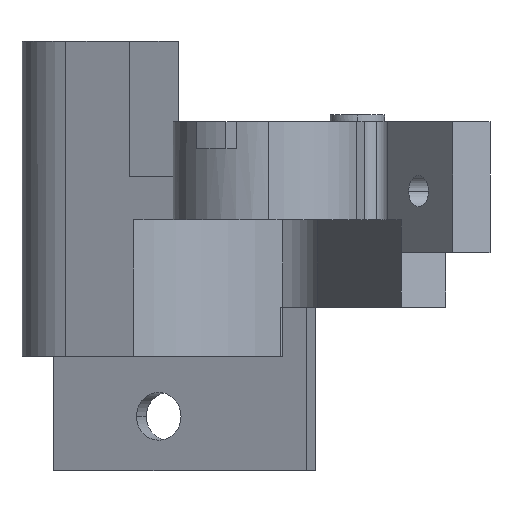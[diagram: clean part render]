
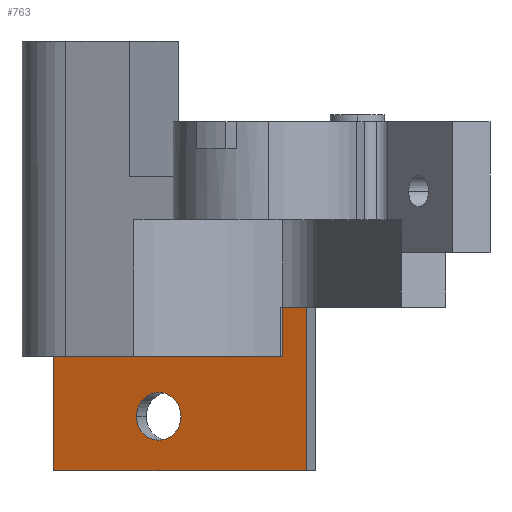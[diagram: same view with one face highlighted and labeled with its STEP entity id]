
A CAD part, left-side view. The second image highlights one B-rep face of the part: STEP entity #763.
In plain terms, the highlighted planar face has unit normal (-0.934, 0.358, 0).
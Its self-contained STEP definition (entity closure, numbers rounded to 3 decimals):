
#10 = AXIS2_PLACEMENT_3D ( 'NONE', #1617, #1437, #1129 ) ;
#16 = DIRECTION ( 'NONE',  ( -0.358, -0.934, 0. ) ) ;
#18 = ORIENTED_EDGE ( 'NONE', *, *, #453, .F. ) ;
#30 = CARTESIAN_POINT ( 'NONE',  ( 13.282, -0.865, -6. ) ) ;
#45 = VECTOR ( 'NONE', #211, 1000. ) ;
#53 = VECTOR ( 'NONE', #1730, 1000. ) ;
#59 = CARTESIAN_POINT ( 'NONE',  ( 19.651, 15.729, -9.6 ) ) ;
#81 = DIRECTION ( 'NONE',  ( 0.358, 0.934, 0. ) ) ;
#87 = EDGE_LOOP ( 'NONE', ( #348, #123 ) ) ;
#114 = CARTESIAN_POINT ( 'NONE',  ( 12.558, -2.751, 8.741 ) ) ;
#123 = ORIENTED_EDGE ( 'NONE', *, *, #1702, .F. ) ;
#145 = EDGE_CURVE ( 'NONE', #1658, #1267, #267, .T. ) ;
#211 = DIRECTION ( 'NONE',  ( -0.358, -0.934, 0. ) ) ;
#219 = AXIS2_PLACEMENT_3D ( 'NONE', #1034, #710, #1713 ) ;
#260 = VECTOR ( 'NONE', #798, 1000. ) ;
#267 = LINE ( 'NONE', #114, #260 ) ;
#348 = ORIENTED_EDGE ( 'NONE', *, *, #1749, .F. ) ;
#362 = CARTESIAN_POINT ( 'NONE',  ( 13.282, -0.865, -9.6 ) ) ;
#453 = EDGE_CURVE ( 'NONE', #1053, #780, #1715, .T. ) ;
#468 = CIRCLE ( 'NONE', #1512, 1.75 ) ;
#588 = EDGE_CURVE ( 'NONE', #1658, #1925, #1584, .T. ) ;
#678 = DIRECTION ( 'NONE',  ( 0.358, 0.934, 0. ) ) ;
#710 = DIRECTION ( 'NONE',  ( 0.934, -0.358, 0. ) ) ;
#760 = CARTESIAN_POINT ( 'NONE',  ( 17.329, 9.679, -14. ) ) ;
#763 = ADVANCED_FACE ( 'NONE', ( #1705, #901 ), #2021, .F. ) ;
#780 = VERTEX_POINT ( 'NONE', #59 ) ;
#786 = ORIENTED_EDGE ( 'NONE', *, *, #588, .T. ) ;
#798 = DIRECTION ( 'NONE',  ( 0., 0., -1. ) ) ;
#814 = ORIENTED_EDGE ( 'NONE', *, *, #1894, .F. ) ;
#836 = CARTESIAN_POINT ( 'NONE',  ( 19.651, 15.729, -18. ) ) ;
#883 = LINE ( 'NONE', #1540, #45 ) ;
#889 = CARTESIAN_POINT ( 'NONE',  ( 19.651, 15.729, -18. ) ) ;
#901 = FACE_OUTER_BOUND ( 'NONE', #1711, .T. ) ;
#923 = CARTESIAN_POINT ( 'NONE',  ( 12.558, -2.751, -6. ) ) ;
#1006 = LINE ( 'NONE', #1173, #1377 ) ;
#1034 = CARTESIAN_POINT ( 'NONE',  ( 19.651, 15.729, -18. ) ) ;
#1053 = VERTEX_POINT ( 'NONE', #836 ) ;
#1084 = EDGE_CURVE ( 'NONE', #1500, #1925, #1006, .T. ) ;
#1105 = ORIENTED_EDGE ( 'NONE', *, *, #145, .F. ) ;
#1129 = DIRECTION ( 'NONE',  ( -0.358, -0.934, 0. ) ) ;
#1173 = CARTESIAN_POINT ( 'NONE',  ( 13.282, -0.865, -9.6 ) ) ;
#1189 = VERTEX_POINT ( 'NONE', #760 ) ;
#1193 = VECTOR ( 'NONE', #678, 1000. ) ;
#1220 = EDGE_CURVE ( 'NONE', #780, #1500, #883, .T. ) ;
#1267 = VERTEX_POINT ( 'NONE', #1300 ) ;
#1270 = CARTESIAN_POINT ( 'NONE',  ( 16.702, 8.045, -14. ) ) ;
#1300 = CARTESIAN_POINT ( 'NONE',  ( 12.558, -2.751, -18. ) ) ;
#1303 = VERTEX_POINT ( 'NONE', #1924 ) ;
#1352 = VECTOR ( 'NONE', #81, 1000. ) ;
#1377 = VECTOR ( 'NONE', #1666, 1000. ) ;
#1437 = DIRECTION ( 'NONE',  ( -0.934, 0.358, 0. ) ) ;
#1442 = CIRCLE ( 'NONE', #10, 1.75 ) ;
#1451 = ORIENTED_EDGE ( 'NONE', *, *, #1084, .F. ) ;
#1500 = VERTEX_POINT ( 'NONE', #362 ) ;
#1512 = AXIS2_PLACEMENT_3D ( 'NONE', #1270, #1852, #16 ) ;
#1540 = CARTESIAN_POINT ( 'NONE',  ( 19.651, 15.729, -9.6 ) ) ;
#1584 = LINE ( 'NONE', #1777, #1352 ) ;
#1617 = CARTESIAN_POINT ( 'NONE',  ( 16.702, 8.045, -14. ) ) ;
#1658 = VERTEX_POINT ( 'NONE', #923 ) ;
#1666 = DIRECTION ( 'NONE',  ( 0., 0., 1. ) ) ;
#1681 = ORIENTED_EDGE ( 'NONE', *, *, #1220, .F. ) ;
#1702 = EDGE_CURVE ( 'NONE', #1189, #1303, #1442, .T. ) ;
#1705 = FACE_BOUND ( 'NONE', #87, .T. ) ;
#1711 = EDGE_LOOP ( 'NONE', ( #786, #1451, #1681, #18, #814, #1105 ) ) ;
#1713 = DIRECTION ( 'NONE',  ( 0.358, 0.934, 0. ) ) ;
#1715 = LINE ( 'NONE', #889, #53 ) ;
#1730 = DIRECTION ( 'NONE',  ( 0., 0., 1. ) ) ;
#1749 = EDGE_CURVE ( 'NONE', #1303, #1189, #468, .T. ) ;
#1777 = CARTESIAN_POINT ( 'NONE',  ( 19.651, 15.729, -6. ) ) ;
#1838 = CARTESIAN_POINT ( 'NONE',  ( 19.651, 15.729, -18. ) ) ;
#1852 = DIRECTION ( 'NONE',  ( -0.934, 0.358, 0. ) ) ;
#1894 = EDGE_CURVE ( 'NONE', #1267, #1053, #2000, .T. ) ;
#1924 = CARTESIAN_POINT ( 'NONE',  ( 16.074, 6.411, -14. ) ) ;
#1925 = VERTEX_POINT ( 'NONE', #30 ) ;
#2000 = LINE ( 'NONE', #1838, #1193 ) ;
#2021 = PLANE ( 'NONE',  #219 ) ;
